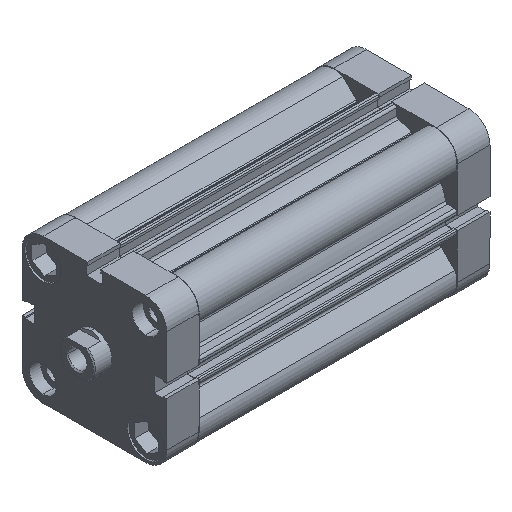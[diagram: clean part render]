
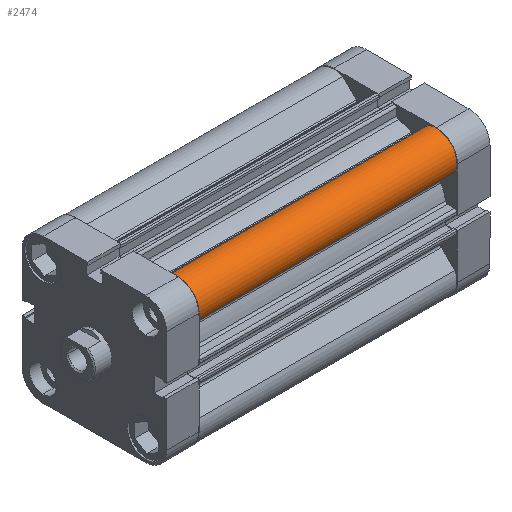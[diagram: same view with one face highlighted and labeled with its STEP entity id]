
A CAD part, isometric view. The second image highlights one B-rep face of the part: STEP entity #2474.
In plain terms, the highlighted cylindrical face has radius 9.25 mm (diameter 18.5 mm), a partial arc.
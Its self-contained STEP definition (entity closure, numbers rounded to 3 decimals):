
#335 = ORIENTED_EDGE ( 'NONE', *, *, #2230, .F. ) ;
#341 = ORIENTED_EDGE ( 'NONE', *, *, #2339, .T. ) ;
#366 = ORIENTED_EDGE ( 'NONE', *, *, #798, .F. ) ;
#377 = ORIENTED_EDGE ( 'NONE', *, *, #6769, .T. ) ;
#798 = EDGE_CURVE ( 'NONE', #1206, #1124, #6341, .T. ) ;
#1123 = VERTEX_POINT ( 'NONE', #1723 ) ;
#1124 = VERTEX_POINT ( 'NONE', #1716 ) ;
#1205 = VERTEX_POINT ( 'NONE', #1641 ) ;
#1206 = VERTEX_POINT ( 'NONE', #1639 ) ;
#1575 = DIRECTION ( 'NONE',  ( 0., 0., -1. ) ) ;
#1589 = CARTESIAN_POINT ( 'NONE',  ( 31.559, -19.184, 117. ) ) ;
#1639 = CARTESIAN_POINT ( 'NONE',  ( 31.559, -19.184, 117. ) ) ;
#1641 = CARTESIAN_POINT ( 'NONE',  ( 19.184, -31.559, 117. ) ) ;
#1716 = CARTESIAN_POINT ( 'NONE',  ( 31.559, -19.184, 0. ) ) ;
#1723 = CARTESIAN_POINT ( 'NONE',  ( 19.184, -31.559, 0. ) ) ;
#2230 = EDGE_CURVE ( 'NONE', #1205, #1206, #9347, .T. ) ;
#2339 = EDGE_CURVE ( 'NONE', #1123, #1124, #9515, .T. ) ;
#2474 = ADVANCED_FACE ( 'NONE', ( #9694 ), #9693, .T. ) ;
#2679 = CARTESIAN_POINT ( 'NONE',  ( 23.25, -23.25, 0. ) ) ;
#2687 = DIRECTION ( 'NONE',  ( 0., 0., 1. ) ) ;
#2688 = DIRECTION ( 'NONE',  ( -1., 0., 0. ) ) ;
#3114 = DIRECTION ( 'NONE',  ( 0., 0., -1. ) ) ;
#3117 = DIRECTION ( 'NONE',  ( -1., 0., 0. ) ) ;
#3122 = CARTESIAN_POINT ( 'NONE',  ( 23.25, -23.25, 117. ) ) ;
#3593 = CARTESIAN_POINT ( 'NONE',  ( 19.184, -31.559, 117. ) ) ;
#3594 = DIRECTION ( 'NONE',  ( 0., 0., -1. ) ) ;
#5966 = EDGE_LOOP ( 'NONE', ( #341, #366, #335, #377 ) ) ;
#6341 = LINE ( 'NONE', #1589, #6342 ) ;
#6342 = VECTOR ( 'NONE', #1575, 1000. ) ;
#6769 = EDGE_CURVE ( 'NONE', #1205, #1123, #9971, .T. ) ;
#7124 = AXIS2_PLACEMENT_3D ( 'NONE', #8856, #8865, #8866 ) ;
#7189 = AXIS2_PLACEMENT_3D ( 'NONE', #2679, #2687, #2688 ) ;
#7301 = AXIS2_PLACEMENT_3D ( 'NONE', #3122, #3114, #3117 ) ;
#8856 = CARTESIAN_POINT ( 'NONE',  ( 23.25, -23.25, 117. ) ) ;
#8865 = DIRECTION ( 'NONE',  ( 0., 0., 1. ) ) ;
#8866 = DIRECTION ( 'NONE',  ( -1., 0., 0. ) ) ;
#9347 = CIRCLE ( 'NONE', #7124, 9.25 ) ;
#9515 = CIRCLE ( 'NONE', #7189, 9.25 ) ;
#9693 = CYLINDRICAL_SURFACE ( 'NONE', #7301, 9.25 ) ;
#9694 = FACE_OUTER_BOUND ( 'NONE', #5966, .T. ) ;
#9971 = LINE ( 'NONE', #3593, #9972 ) ;
#9972 = VECTOR ( 'NONE', #3594, 1000. ) ;
